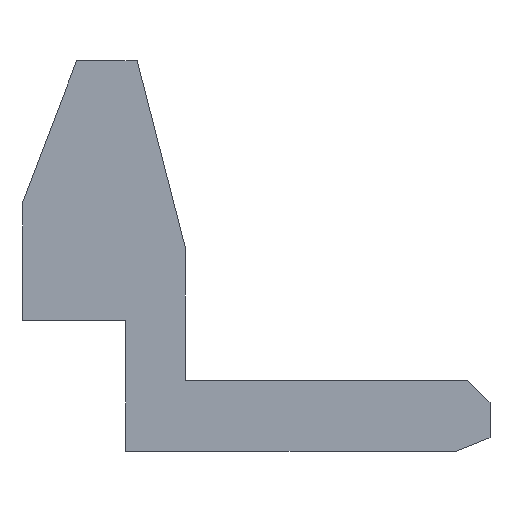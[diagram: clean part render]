
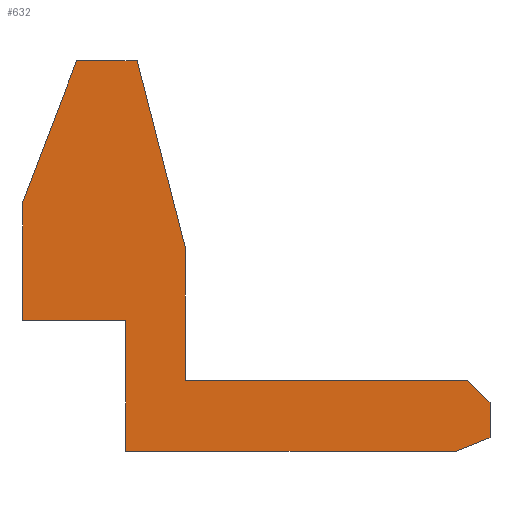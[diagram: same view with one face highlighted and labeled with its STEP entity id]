
A CAD part, front view. The second image highlights one B-rep face of the part: STEP entity #632.
In plain terms, the highlighted planar face has unit normal (0, -1, 0).
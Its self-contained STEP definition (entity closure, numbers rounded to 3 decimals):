
#66=LINE('',#989,#138);
#68=LINE('',#993,#140);
#70=LINE('',#997,#142);
#72=LINE('',#1001,#144);
#74=LINE('',#1005,#146);
#76=LINE('',#1009,#148);
#78=LINE('',#1013,#150);
#80=LINE('',#1017,#152);
#82=LINE('',#1021,#154);
#84=LINE('',#1025,#156);
#86=LINE('',#1029,#158);
#88=LINE('',#1032,#160);
#138=VECTOR('',#804,10.);
#140=VECTOR('',#808,10.);
#142=VECTOR('',#812,10.);
#144=VECTOR('',#816,10.);
#146=VECTOR('',#820,10.);
#148=VECTOR('',#824,10.);
#150=VECTOR('',#828,10.);
#152=VECTOR('',#832,10.);
#154=VECTOR('',#836,10.);
#156=VECTOR('',#840,10.);
#158=VECTOR('',#844,10.);
#160=VECTOR('',#848,10.);
#204=FACE_OUTER_BOUND('',#245,.T.);
#245=EDGE_LOOP('',(#536,#537,#538,#539,#540,#541,#542,#543,#544,#545,#546,
#547));
#304=VERTEX_POINT('',#986);
#305=VERTEX_POINT('',#988);
#306=VERTEX_POINT('',#992);
#307=VERTEX_POINT('',#996);
#308=VERTEX_POINT('',#1000);
#309=VERTEX_POINT('',#1004);
#310=VERTEX_POINT('',#1008);
#311=VERTEX_POINT('',#1012);
#312=VERTEX_POINT('',#1016);
#313=VERTEX_POINT('',#1020);
#314=VERTEX_POINT('',#1024);
#315=VERTEX_POINT('',#1028);
#372=EDGE_CURVE('',#305,#304,#66,.T.);
#374=EDGE_CURVE('',#306,#305,#68,.T.);
#376=EDGE_CURVE('',#307,#306,#70,.T.);
#378=EDGE_CURVE('',#308,#307,#72,.T.);
#380=EDGE_CURVE('',#309,#308,#74,.T.);
#382=EDGE_CURVE('',#310,#309,#76,.T.);
#384=EDGE_CURVE('',#311,#310,#78,.T.);
#386=EDGE_CURVE('',#312,#311,#80,.T.);
#388=EDGE_CURVE('',#313,#312,#82,.T.);
#390=EDGE_CURVE('',#314,#313,#84,.T.);
#392=EDGE_CURVE('',#315,#314,#86,.T.);
#394=EDGE_CURVE('',#304,#315,#88,.T.);
#536=ORIENTED_EDGE('',*,*,#394,.T.);
#537=ORIENTED_EDGE('',*,*,#392,.T.);
#538=ORIENTED_EDGE('',*,*,#390,.T.);
#539=ORIENTED_EDGE('',*,*,#388,.T.);
#540=ORIENTED_EDGE('',*,*,#386,.T.);
#541=ORIENTED_EDGE('',*,*,#384,.T.);
#542=ORIENTED_EDGE('',*,*,#382,.T.);
#543=ORIENTED_EDGE('',*,*,#380,.T.);
#544=ORIENTED_EDGE('',*,*,#378,.T.);
#545=ORIENTED_EDGE('',*,*,#376,.T.);
#546=ORIENTED_EDGE('',*,*,#374,.T.);
#547=ORIENTED_EDGE('',*,*,#372,.T.);
#598=PLANE('',#693);
#632=ADVANCED_FACE('',(#204),#598,.T.);
#693=AXIS2_PLACEMENT_3D('',#1033,#849,#850);
#804=DIRECTION('',(-0.008,0.,-1.));
#808=DIRECTION('',(-0.356,0.,-0.934));
#812=DIRECTION('',(-1.,0.,0.));
#816=DIRECTION('',(-0.25,0.,0.968));
#820=DIRECTION('',(0.,0.,1.));
#824=DIRECTION('',(-1.,0.,0.));
#828=DIRECTION('',(-0.707,0.,0.707));
#832=DIRECTION('',(0.,0.,1.));
#836=DIRECTION('',(0.928,0.,0.371));
#840=DIRECTION('',(1.,0.,0.));
#844=DIRECTION('',(0.,0.,-1.));
#848=DIRECTION('',(1.,0.,0.));
#849=DIRECTION('center_axis',(0.,-1.,0.));
#850=DIRECTION('ref_axis',(0.,0.,-1.));
#986=CARTESIAN_POINT('',(-29.274,-30.,-37.911));
#988=CARTESIAN_POINT('',(-29.135,-30.,-20.639));
#989=CARTESIAN_POINT('',(-29.274,-30.,-37.911));
#992=CARTESIAN_POINT('',(-21.334,-30.,-0.164));
#993=CARTESIAN_POINT('',(-29.135,-30.,-20.639));
#996=CARTESIAN_POINT('',(-12.559,-30.,-0.164));
#997=CARTESIAN_POINT('',(-21.334,-30.,-0.164));
#1000=CARTESIAN_POINT('',(-5.595,-30.,-27.186));
#1001=CARTESIAN_POINT('',(-12.559,-30.,-0.164));
#1004=CARTESIAN_POINT('',(-5.595,-30.,-46.547));
#1005=CARTESIAN_POINT('',(-5.595,-30.,-27.186));
#1008=CARTESIAN_POINT('',(35.495,-30.,-46.547));
#1009=CARTESIAN_POINT('',(-5.595,-30.,-46.547));
#1012=CARTESIAN_POINT('',(38.698,-30.,-49.75));
#1013=CARTESIAN_POINT('',(35.495,-30.,-46.547));
#1016=CARTESIAN_POINT('',(38.698,-30.,-54.904));
#1017=CARTESIAN_POINT('',(38.698,-30.,-49.75));
#1020=CARTESIAN_POINT('',(33.823,-30.,-56.854));
#1021=CARTESIAN_POINT('',(38.698,-30.,-54.904));
#1024=CARTESIAN_POINT('',(-14.231,-30.,-56.854));
#1025=CARTESIAN_POINT('',(33.823,-30.,-56.854));
#1028=CARTESIAN_POINT('',(-14.231,-30.,-37.911));
#1029=CARTESIAN_POINT('',(-14.231,-30.,-56.854));
#1032=CARTESIAN_POINT('',(-14.231,-30.,-37.911));
#1033=CARTESIAN_POINT('Origin',(4.712,-30.,-28.509));
